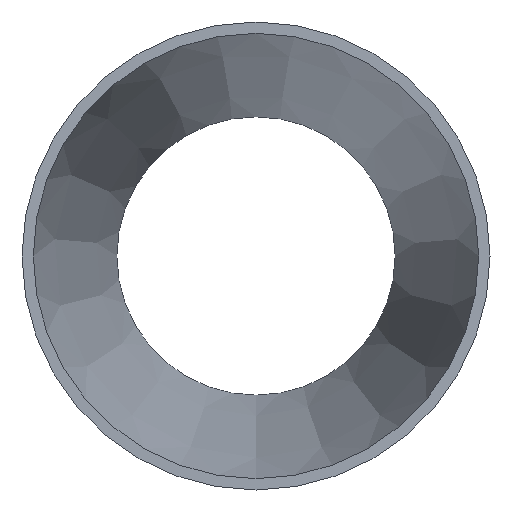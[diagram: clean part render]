
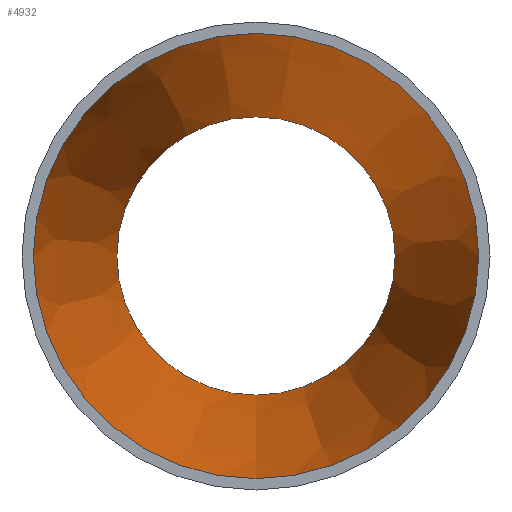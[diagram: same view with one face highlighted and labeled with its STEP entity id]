
A CAD part, front view. The second image highlights one B-rep face of the part: STEP entity #4932.
In plain terms, the highlighted conical face has half-angle 9.462 degrees and reference radius 39.972 mm.
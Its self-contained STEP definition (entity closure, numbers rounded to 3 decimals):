
#1278 = DIRECTION ( 'NONE',  ( 0., 0., -1. ) ) ;
#2396 = CARTESIAN_POINT ( 'NONE',  ( 0., 90., 0. ) ) ;
#2459 = DIRECTION ( 'NONE',  ( 0., 0., -1. ) ) ;
#3159 = FACE_OUTER_BOUND ( 'NONE', #12626, .T. ) ;
#3816 = CARTESIAN_POINT ( 'NONE',  ( 0., 0., 0. ) ) ;
#4354 = DIRECTION ( 'NONE',  ( 0., -1., 0. ) ) ;
#4585 = CARTESIAN_POINT ( 'NONE',  ( 0., 0., -39.972 ) ) ;
#4932 = ADVANCED_FACE ( 'NONE', ( #5639, #3159 ), #12688, .F. ) ;
#5271 = CARTESIAN_POINT ( 'NONE',  ( 0., 90., -24.972 ) ) ;
#5277 = AXIS2_PLACEMENT_3D ( 'NONE', #2396, #14360, #1278 ) ;
#5456 = EDGE_CURVE ( 'NONE', #11133, #11133, #9371, .T. ) ;
#5639 = FACE_BOUND ( 'NONE', #5798, .T. ) ;
#5798 = EDGE_LOOP ( 'NONE', ( #14573 ) ) ;
#5807 = AXIS2_PLACEMENT_3D ( 'NONE', #10891, #4354, #9607 ) ;
#6516 = ORIENTED_EDGE ( 'NONE', *, *, #5456, .T. ) ;
#7688 = VERTEX_POINT ( 'NONE', #5271 ) ;
#8013 = CIRCLE ( 'NONE', #5277, 24.972 ) ;
#8544 = AXIS2_PLACEMENT_3D ( 'NONE', #3816, #10518, #2459 ) ;
#9371 = CIRCLE ( 'NONE', #8544, 39.972 ) ;
#9607 = DIRECTION ( 'NONE',  ( 0., 0., -1. ) ) ;
#10518 = DIRECTION ( 'NONE',  ( 0., -1., 0. ) ) ;
#10891 = CARTESIAN_POINT ( 'NONE',  ( 0., 0., 0. ) ) ;
#11133 = VERTEX_POINT ( 'NONE', #4585 ) ;
#12626 = EDGE_LOOP ( 'NONE', ( #6516 ) ) ;
#12688 = CONICAL_SURFACE ( 'NONE', #5807, 39.972, 0.165 ) ;
#14360 = DIRECTION ( 'NONE',  ( 0., -1., 0. ) ) ;
#14442 = EDGE_CURVE ( 'NONE', #7688, #7688, #8013, .T. ) ;
#14573 = ORIENTED_EDGE ( 'NONE', *, *, #14442, .F. ) ;
